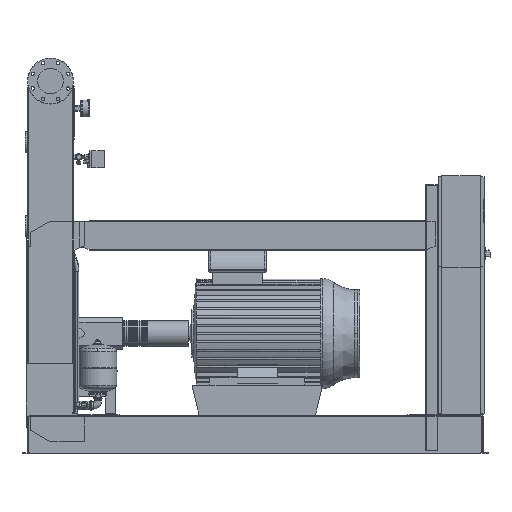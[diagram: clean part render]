
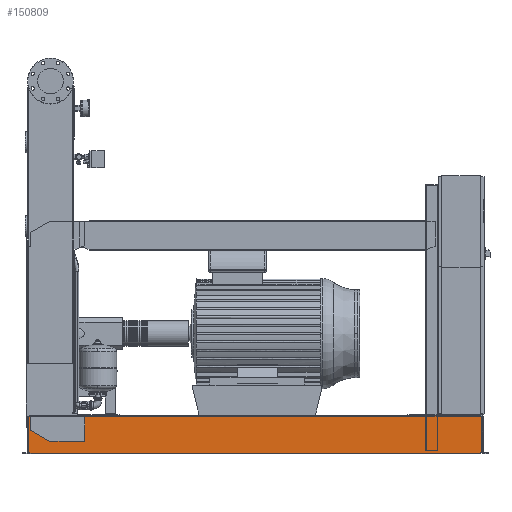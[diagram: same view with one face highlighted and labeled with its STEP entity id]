
A CAD part, front view. The second image highlights one B-rep face of the part: STEP entity #150809.
In plain terms, the highlighted free-form (B-spline) face has degree [1, 1] with [2, 2] control points.
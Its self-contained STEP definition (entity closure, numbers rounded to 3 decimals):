
#145750=CARTESIAN_POINT('',(-113.,-738.5,202.));
#145751=VERTEX_POINT('',#145750);
#145758=CARTESIAN_POINT('',(-113.,-738.5,208.));
#145759=VERTEX_POINT('',#145758);
#145760=CARTESIAN_POINT('',(-113.,-738.5,202.));
#145761=DIRECTION('',(0.0,0.0,1.0));
#145762=VECTOR('',#145761,6.);
#145763=LINE('',#145760,#145762);
#145764=EDGE_CURVE('',#145751,#145759,#145763,.T.);
#149083=CARTESIAN_POINT('',(2340.,-738.5,208.));
#149084=VERTEX_POINT('',#149083);
#149085=CARTESIAN_POINT('',(-113.,-738.5,208.));
#149086=DIRECTION('',(1.0,0.0,0.0));
#149087=VECTOR('',#149086,2453.0);
#149088=LINE('',#149085,#149087);
#149089=EDGE_CURVE('',#145759,#149084,#149088,.T.);
#150386=CARTESIAN_POINT('',(2348.,-738.5,202.));
#150387=VERTEX_POINT('',#150386);
#150394=CARTESIAN_POINT('',(2348.,-738.5,112.689));
#150395=VERTEX_POINT('',#150394);
#150396=CARTESIAN_POINT('',(2348.,-738.5,112.689));
#150397=DIRECTION('',(0.0,0.0,1.0));
#150398=VECTOR('',#150397,89.311);
#150399=LINE('',#150396,#150398);
#150400=EDGE_CURVE('',#150395,#150387,#150399,.T.);
#150723=CARTESIAN_POINT('',(-121.,-738.5,3.));
#150724=CARTESIAN_POINT('',(-121.,-738.5,208.));
#150725=CARTESIAN_POINT('',(2348.,-738.5,3.));
#150726=CARTESIAN_POINT('',(2348.,-738.5,208.));
#150727=B_SPLINE_SURFACE_WITH_KNOTS('',1,1,((#150723,#150725),(#150724,#150726)),.UNSPECIFIED.,.F.,.F.,.U.,(2,2),(2,2),(0.0,205.),(0.0,2469.),.UNSPECIFIED.);
#150728=CARTESIAN_POINT('',(2348.,-738.5,6.));
#150729=VERTEX_POINT('',#150728);
#150730=CARTESIAN_POINT('',(2348.,-738.5,6.));
#150731=DIRECTION('',(0.0,0.0,1.0));
#150732=VECTOR('',#150731,106.689);
#150733=LINE('',#150730,#150732);
#150734=EDGE_CURVE('',#150729,#150395,#150733,.T.);
#150735=ORIENTED_EDGE('',*,*,#150734,.T.);
#150736=ORIENTED_EDGE('',*,*,#150400,.T.);
#150737=CARTESIAN_POINT('',(2340.,-738.5,202.));
#150738=VERTEX_POINT('',#150737);
#150739=CARTESIAN_POINT('',(2348.,-738.5,202.));
#150740=DIRECTION('',(-1.0,0.0,0.0));
#150741=VECTOR('',#150740,8.0);
#150742=LINE('',#150739,#150741);
#150743=EDGE_CURVE('',#150387,#150738,#150742,.T.);
#150744=ORIENTED_EDGE('',*,*,#150743,.T.);
#150745=CARTESIAN_POINT('',(2340.,-738.5,208.));
#150746=DIRECTION('',(0.0,0.0,-1.0));
#150747=VECTOR('',#150746,6.);
#150748=LINE('',#150745,#150747);
#150749=EDGE_CURVE('',#149084,#150738,#150748,.T.);
#150750=ORIENTED_EDGE('',*,*,#150749,.F.);
#150751=ORIENTED_EDGE('',*,*,#149089,.F.);
#150752=ORIENTED_EDGE('',*,*,#145764,.F.);
#150753=CARTESIAN_POINT('',(-121.,-738.5,202.));
#150754=VERTEX_POINT('',#150753);
#150755=CARTESIAN_POINT('',(-113.,-738.5,202.));
#150756=DIRECTION('',(-1.0,0.0,0.0));
#150757=VECTOR('',#150756,8.);
#150758=LINE('',#150755,#150757);
#150759=EDGE_CURVE('',#145751,#150754,#150758,.T.);
#150760=ORIENTED_EDGE('',*,*,#150759,.T.);
#150761=CARTESIAN_POINT('',(-121.,-738.5,6.));
#150762=VERTEX_POINT('',#150761);
#150763=CARTESIAN_POINT('',(-121.,-738.5,202.));
#150764=DIRECTION('',(0.0,0.0,-1.0));
#150765=VECTOR('',#150764,196.);
#150766=LINE('',#150763,#150765);
#150767=EDGE_CURVE('',#150754,#150762,#150766,.T.);
#150768=ORIENTED_EDGE('',*,*,#150767,.T.);
#150769=CARTESIAN_POINT('',(-113.,-738.5,6.));
#150770=VERTEX_POINT('',#150769);
#150771=CARTESIAN_POINT('',(-121.,-738.5,6.));
#150772=DIRECTION('',(1.0,0.0,0.0));
#150773=VECTOR('',#150772,8.0);
#150774=LINE('',#150771,#150773);
#150775=EDGE_CURVE('',#150762,#150770,#150774,.T.);
#150776=ORIENTED_EDGE('',*,*,#150775,.T.);
#150777=CARTESIAN_POINT('',(-113.,-738.5,3.));
#150778=VERTEX_POINT('',#150777);
#150779=CARTESIAN_POINT('',(-113.,-738.5,3.));
#150780=DIRECTION('',(0.0,0.0,1.0));
#150781=VECTOR('',#150780,3.);
#150782=LINE('',#150779,#150781);
#150783=EDGE_CURVE('',#150778,#150770,#150782,.T.);
#150784=ORIENTED_EDGE('',*,*,#150783,.F.);
#150785=CARTESIAN_POINT('',(2340.,-738.5,3.));
#150786=VERTEX_POINT('',#150785);
#150787=CARTESIAN_POINT('',(2340.,-738.5,3.));
#150788=DIRECTION('',(-1.0,0.0,0.0));
#150789=VECTOR('',#150788,2453.0);
#150790=LINE('',#150787,#150789);
#150791=EDGE_CURVE('',#150786,#150778,#150790,.T.);
#150792=ORIENTED_EDGE('',*,*,#150791,.F.);
#150793=CARTESIAN_POINT('',(2340.,-738.5,6.));
#150794=VERTEX_POINT('',#150793);
#150795=CARTESIAN_POINT('',(2340.,-738.5,6.));
#150796=DIRECTION('',(0.0,0.0,-1.0));
#150797=VECTOR('',#150796,3.);
#150798=LINE('',#150795,#150797);
#150799=EDGE_CURVE('',#150794,#150786,#150798,.T.);
#150800=ORIENTED_EDGE('',*,*,#150799,.F.);
#150801=CARTESIAN_POINT('',(2340.,-738.5,6.));
#150802=DIRECTION('',(1.0,0.0,0.0));
#150803=VECTOR('',#150802,8.0);
#150804=LINE('',#150801,#150803);
#150805=EDGE_CURVE('',#150794,#150729,#150804,.T.);
#150806=ORIENTED_EDGE('',*,*,#150805,.T.);
#150807=EDGE_LOOP('',(#150735,#150736,#150744,#150750,#150751,#150752,#150760,#150768,#150776,#150784,#150792,#150800,#150806));
#150808=FACE_OUTER_BOUND('',#150807,.T.);
#150809=ADVANCED_FACE('',(#150808),#150727,.F.);
